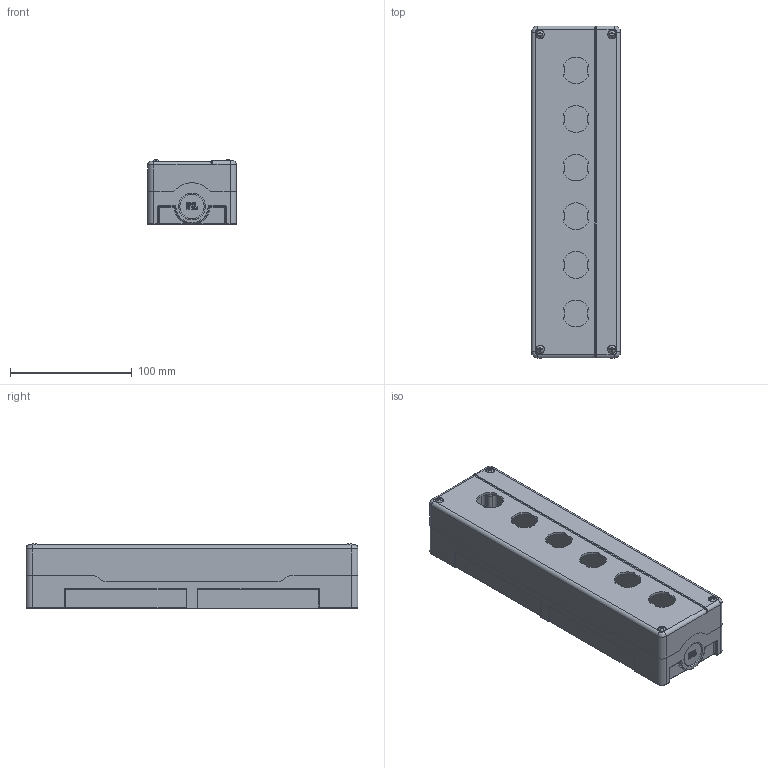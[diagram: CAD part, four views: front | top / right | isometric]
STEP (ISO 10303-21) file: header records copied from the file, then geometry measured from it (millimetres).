
FILE_DESCRIPTION(/* description */ (''),/* implementation_level */ '2;1');
FILE_NAME(/* name */ '4003I11.stp',/* time_stamp */ '2016-01-12T14:19:05-05:00',/* author */ ('CAD Station'),/* organization */ (''),/* preprocessor_version */ 'ST-DEVELOPER v16.1',/* originating_system */ 'Autodesk Inventor 2016',/* authorisation */ '');
FILE_SCHEMA (('AUTOMOTIVE_DESIGN { 1 0 10303 214 3 1 1 }'));
Length unit declared in the file: millimetre
Products named in the file (4): 4003I11_Bottom; 4003I11_TOP; 4.5mm_Nut; 4003I11
Assembly tree (6 placements, depth 2):
  4003I11
    4003I11_Bottom
    4003I11_TOP
    4.5mm_Nut  x4
Bounding box: 73 x 273 x 53.42 mm (x, y, z)
Volume: 255191.1 mm3; surface area: 154575.3 mm2
Topology: 6 solids, 6 shells, 904 faces, 2396 edges, 1535 vertices
Faces by surface type: plane 398, bspline 239, cylinder 209, torus 39, sphere 19
Full cylindrical faces by diameter (mm): 4.21 x4, 4.25 x4, 6 x4, 7 x8, 20 x2, 22 x2
Entity records: 28016 total; most frequent: CARTESIAN_POINT 8157, ORIENTED_EDGE 4446, DIRECTION 3477, EDGE_CURVE 2223, VERTEX_POINT 1437, LINE 1283, VECTOR 1283, AXIS2_PLACEMENT_3D 1097
